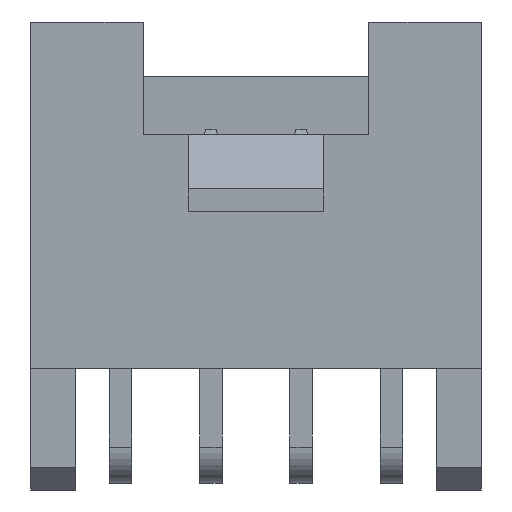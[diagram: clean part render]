
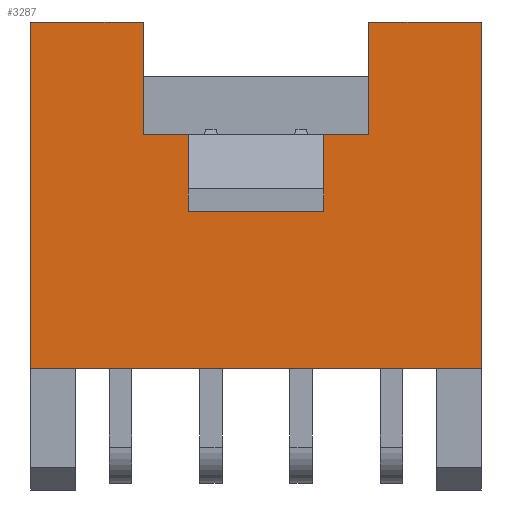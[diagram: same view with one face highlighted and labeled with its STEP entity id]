
A CAD part, front view. The second image highlights one B-rep face of the part: STEP entity #3287.
In plain terms, the highlighted planar face has unit normal (0, -1, 0).
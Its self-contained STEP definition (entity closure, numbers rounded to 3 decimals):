
#74=DIRECTION('',(1.,0.,0.));
#75=VECTOR('',#74,10.);
#76=CARTESIAN_POINT('',(-5.,-3.56,0.));
#77=LINE('',#76,#75);
#425=DIRECTION('',(1.,0.,0.));
#426=VECTOR('',#425,2.5);
#427=CARTESIAN_POINT('',(-5.,-3.56,7.68));
#428=LINE('',#427,#426);
#465=DIRECTION('',(1.,0.,0.));
#466=VECTOR('',#465,2.5);
#467=CARTESIAN_POINT('',(2.5,-3.56,7.68));
#468=LINE('',#467,#466);
#557=DIRECTION('',(0.,0.,1.));
#558=VECTOR('',#557,1.7);
#559=CARTESIAN_POINT('',(-1.5,-3.56,3.48));
#560=LINE('',#559,#558);
#561=DIRECTION('',(1.,0.,0.));
#562=VECTOR('',#561,3.);
#563=CARTESIAN_POINT('',(-1.5,-3.56,3.48));
#564=LINE('',#563,#562);
#565=DIRECTION('',(0.,0.,1.));
#566=VECTOR('',#565,1.7);
#567=CARTESIAN_POINT('',(1.5,-3.56,3.48));
#568=LINE('',#567,#566);
#569=DIRECTION('',(1.,0.,0.));
#570=VECTOR('',#569,1.);
#571=CARTESIAN_POINT('',(1.5,-3.56,5.18));
#572=LINE('',#571,#570);
#573=DIRECTION('',(0.,0.,-1.));
#574=VECTOR('',#573,2.5);
#575=CARTESIAN_POINT('',(2.5,-3.56,7.68));
#576=LINE('',#575,#574);
#577=DIRECTION('',(0.,0.,1.));
#578=VECTOR('',#577,7.68);
#579=CARTESIAN_POINT('',(-5.,-3.56,0.));
#580=LINE('',#579,#578);
#581=DIRECTION('',(0.,0.,-1.));
#582=VECTOR('',#581,2.5);
#583=CARTESIAN_POINT('',(-2.5,-3.56,7.68));
#584=LINE('',#583,#582);
#585=DIRECTION('',(1.,0.,0.));
#586=VECTOR('',#585,1.);
#587=CARTESIAN_POINT('',(-2.5,-3.56,5.18));
#588=LINE('',#587,#586);
#613=DIRECTION('',(0.,0.,1.));
#614=VECTOR('',#613,7.68);
#615=CARTESIAN_POINT('',(5.,-3.56,0.));
#616=LINE('',#615,#614);
#2064=CARTESIAN_POINT('',(-5.,-3.56,0.));
#2065=CARTESIAN_POINT('',(5.,-3.56,0.));
#2066=VERTEX_POINT('',#2064);
#2067=VERTEX_POINT('',#2065);
#2068=CARTESIAN_POINT('',(-5.,-3.56,7.68));
#2069=VERTEX_POINT('',#2068);
#2070=CARTESIAN_POINT('',(5.,-3.56,7.68));
#2071=VERTEX_POINT('',#2070);
#2124=CARTESIAN_POINT('',(-2.5,-3.56,7.68));
#2126=VERTEX_POINT('',#2124);
#2128=CARTESIAN_POINT('',(2.5,-3.56,7.68));
#2130=VERTEX_POINT('',#2128);
#2132=CARTESIAN_POINT('',(-2.5,-3.56,5.18));
#2133=VERTEX_POINT('',#2132);
#2134=CARTESIAN_POINT('',(2.5,-3.56,5.18));
#2135=VERTEX_POINT('',#2134);
#2164=CARTESIAN_POINT('',(-1.5,-3.56,3.48));
#2165=CARTESIAN_POINT('',(-1.5,-3.56,5.18));
#2166=VERTEX_POINT('',#2164);
#2167=VERTEX_POINT('',#2165);
#2168=CARTESIAN_POINT('',(1.5,-3.56,3.48));
#2169=CARTESIAN_POINT('',(1.5,-3.56,5.18));
#2170=VERTEX_POINT('',#2168);
#2171=VERTEX_POINT('',#2169);
#3263=CARTESIAN_POINT('',(-5.,-3.56,0.));
#3264=DIRECTION('',(0.,-1.,0.));
#3265=DIRECTION('',(1.,0.,0.));
#3266=AXIS2_PLACEMENT_3D('',#3263,#3264,#3265);
#3267=PLANE('',#3266);
#3269=ORIENTED_EDGE('',*,*,#3268,.F.);
#3271=ORIENTED_EDGE('',*,*,#3270,.T.);
#3272=ORIENTED_EDGE('',*,*,#3253,.T.);
#3273=ORIENTED_EDGE('',*,*,#3228,.T.);
#3275=ORIENTED_EDGE('',*,*,#3274,.F.);
#3276=ORIENTED_EDGE('',*,*,#3137,.T.);
#3278=ORIENTED_EDGE('',*,*,#3277,.F.);
#3279=ORIENTED_EDGE('',*,*,#2703,.F.);
#3281=ORIENTED_EDGE('',*,*,#3280,.T.);
#3282=ORIENTED_EDGE('',*,*,#3112,.T.);
#3283=ORIENTED_EDGE('',*,*,#3191,.T.);
#3284=ORIENTED_EDGE('',*,*,#3222,.T.);
#3285=EDGE_LOOP('',(#3269,#3271,#3272,#3273,#3275,#3276,#3278,#3279,#3281,#3282,
#3283,#3284));
#3286=FACE_OUTER_BOUND('',#3285,.F.);
#2703=EDGE_CURVE('',#2066,#2067,#77,.T.);
#3112=EDGE_CURVE('',#2069,#2126,#428,.T.);
#3137=EDGE_CURVE('',#2130,#2071,#468,.T.);
#3191=EDGE_CURVE('',#2126,#2133,#584,.T.);
#3222=EDGE_CURVE('',#2133,#2167,#588,.T.);
#3228=EDGE_CURVE('',#2171,#2135,#572,.T.);
#3253=EDGE_CURVE('',#2170,#2171,#568,.T.);
#3268=EDGE_CURVE('',#2166,#2167,#560,.T.);
#3270=EDGE_CURVE('',#2166,#2170,#564,.T.);
#3274=EDGE_CURVE('',#2130,#2135,#576,.T.);
#3277=EDGE_CURVE('',#2067,#2071,#616,.T.);
#3280=EDGE_CURVE('',#2066,#2069,#580,.T.);
#3287=ADVANCED_FACE('',(#3286),#3267,.T.);
